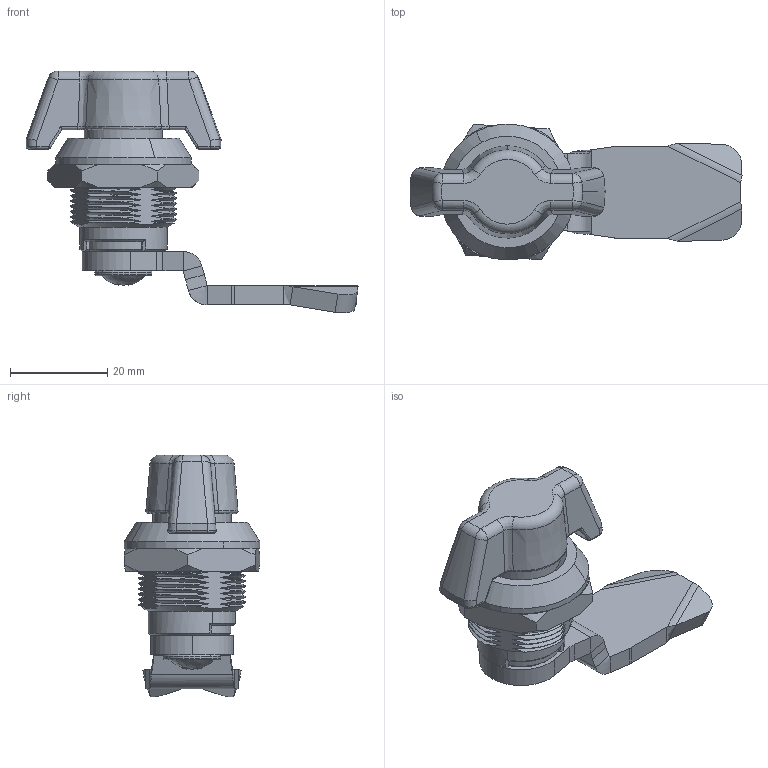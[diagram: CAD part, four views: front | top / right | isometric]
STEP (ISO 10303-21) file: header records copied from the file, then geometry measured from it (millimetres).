
FILE_DESCRIPTION (( 'STEP AP203' ), '1' );
FILE_NAME ('KY09.35.0.64.0.PLASTIK.STEP', '2022-09-06T13:40:11', ( '' ), ( '' ), 'SwSTEP 2.0', 'SolidWorks 2021', '' );
FILE_SCHEMA (( 'CONFIG_CONTROL_DESIGN' ));
Length unit declared in the file: millimetre
Products named in the file (1): KY09.35.0.64.0.PLASTIK
Bounding box: 68.39 x 27.97 x 49.83 mm (x, y, z)
Surface area: 8828.5 mm2 (no closed solid volume)
Topology: 0 solids, 6 shells, 294 faces, 908 edges, 608 vertices
Faces by surface type: bspline 84, cylinder 81, plane 75, cone 32, torus 12, sphere 10
Entity records: 36295 total; most frequent: CARTESIAN_POINT 29645, ORIENTED_EDGE 1631, DIRECTION 914, EDGE_CURVE 902, VERTEX_POINT 604, B_SPLINE_CURVE_WITH_KNOTS 416, AXIS2_PLACEMENT_3D 328, EDGE_LOOP 303
